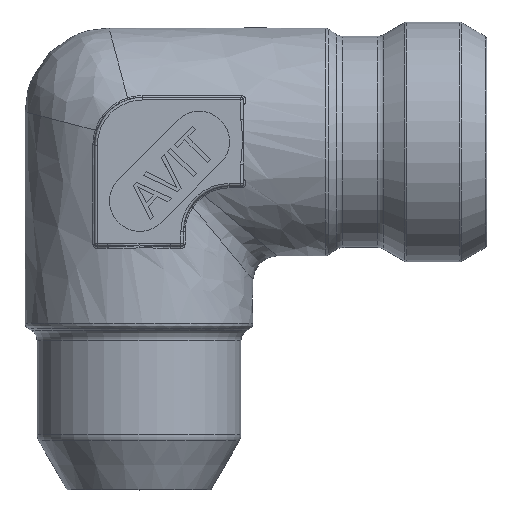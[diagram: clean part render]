
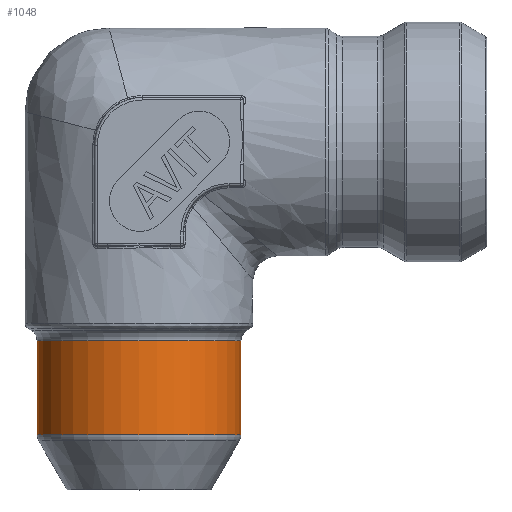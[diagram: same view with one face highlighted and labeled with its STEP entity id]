
A CAD part, top view. The second image highlights one B-rep face of the part: STEP entity #1048.
In plain terms, the highlighted cylindrical face has radius 8.5 mm (diameter 17 mm), a full revolution.
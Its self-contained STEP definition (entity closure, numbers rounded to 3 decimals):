
#724=CYLINDRICAL_SURFACE('',#3647,8.5);
#838=CIRCLE('',#3645,8.5);
#839=CIRCLE('',#3646,8.5);
#1048=ADVANCED_FACE('',(#1165,#1166),#724,.T.);
#1165=FACE_BOUND('',#1417,.T.);
#1166=FACE_BOUND('',#1418,.T.);
#1417=EDGE_LOOP('',(#2371));
#1418=EDGE_LOOP('',(#2372));
#2371=ORIENTED_EDGE('',*,*,#3159,.T.);
#2372=ORIENTED_EDGE('',*,*,#3160,.T.);
#2682=VERTEX_POINT('',#8253);
#2683=VERTEX_POINT('',#8255);
#3159=EDGE_CURVE('',#2682,#2682,#838,.T.);
#3160=EDGE_CURVE('',#2683,#2683,#839,.T.);
#3645=AXIS2_PLACEMENT_3D('',#8252,#4299,#4300);
#3646=AXIS2_PLACEMENT_3D('',#8254,#4301,#4302);
#3647=AXIS2_PLACEMENT_3D('',#8256,#4303,#4304);
#4299=DIRECTION('',(0.,-1.,0.));
#4300=DIRECTION('',(-1.,0.,0.));
#4301=DIRECTION('',(0.,1.,0.));
#4302=DIRECTION('',(1.,0.,0.));
#4303=DIRECTION('',(0.,-1.,0.));
#4304=DIRECTION('',(1.,0.,0.));
#8252=CARTESIAN_POINT('',(0.,-16.577,0.));
#8253=CARTESIAN_POINT('',(-8.5,-16.577,0.));
#8254=CARTESIAN_POINT('',(0.,-24.402,0.));
#8255=CARTESIAN_POINT('',(8.5,-24.402,0.));
#8256=CARTESIAN_POINT('',(0.,-29.,0.));
